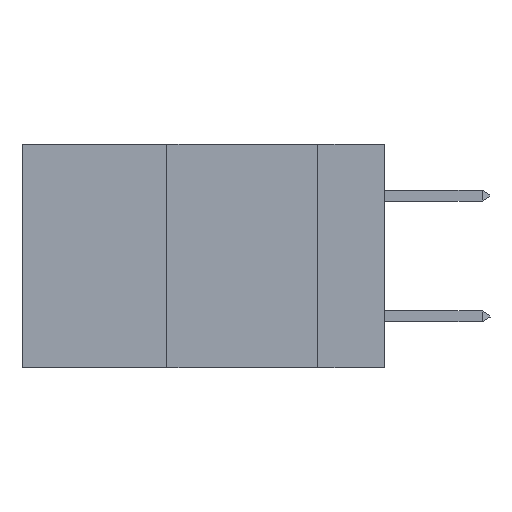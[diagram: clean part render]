
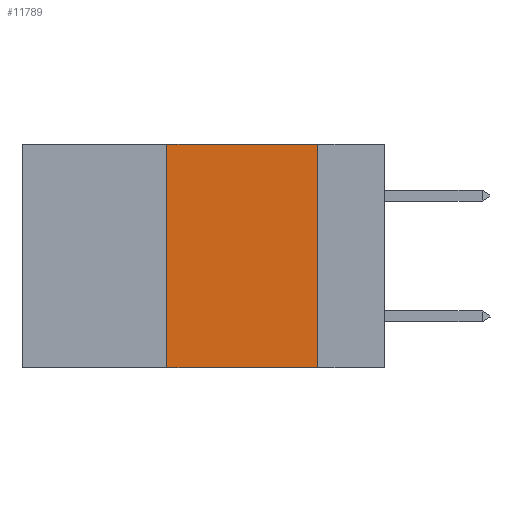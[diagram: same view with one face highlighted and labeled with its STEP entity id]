
A CAD part, left-side view. The second image highlights one B-rep face of the part: STEP entity #11789.
In plain terms, the highlighted planar face has unit normal (-1, 0, 0).
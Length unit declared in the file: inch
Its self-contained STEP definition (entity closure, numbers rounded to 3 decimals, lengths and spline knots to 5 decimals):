
#158 = CARTESIAN_POINT ( 'NONE',  ( 0., 0.36, 0. ) ) ;
#414 = LINE ( 'NONE', #3744, #18803 ) ;
#1927 = FACE_OUTER_BOUND ( 'NONE', #10243, .T. ) ;
#2740 = EDGE_CURVE ( 'NONE', #13766, #12760, #14407, .T. ) ;
#2997 = VECTOR ( 'NONE', #15634, 39.37008 ) ;
#3054 = VECTOR ( 'NONE', #8396, 39.37008 ) ;
#3245 = VERTEX_POINT ( 'NONE', #7931 ) ;
#3508 = LINE ( 'NONE', #13752, #3054 ) ;
#3744 = CARTESIAN_POINT ( 'NONE',  ( 0., 0.6, -0.37 ) ) ;
#3753 = CARTESIAN_POINT ( 'NONE',  ( 0., 0.36, 0. ) ) ;
#3859 = ORIENTED_EDGE ( 'NONE', *, *, #4276, .F. ) ;
#4276 = EDGE_CURVE ( 'NONE', #3245, #16909, #15239, .T. ) ;
#4652 = DIRECTION ( 'NONE',  ( 1., 0., 0. ) ) ;
#5373 = EDGE_CURVE ( 'NONE', #12760, #3245, #3508, .T. ) ;
#6054 = DIRECTION ( 'NONE',  ( 0., 0., 1. ) ) ;
#6071 = PLANE ( 'NONE',  #14554 ) ;
#7931 = CARTESIAN_POINT ( 'NONE',  ( 0., 0.11, 0. ) ) ;
#8396 = DIRECTION ( 'NONE',  ( 0., -1., 0. ) ) ;
#8861 = ORIENTED_EDGE ( 'NONE', *, *, #5373, .F. ) ;
#10243 = EDGE_LOOP ( 'NONE', ( #3859, #8861, #16148, #15678 ) ) ;
#10494 = DIRECTION ( 'NONE',  ( 0., 0., -1. ) ) ;
#11789 = ADVANCED_FACE ( 'NONE', ( #1927 ), #6071, .F. ) ;
#12487 = DIRECTION ( 'NONE',  ( 0., -1., 0. ) ) ;
#12760 = VERTEX_POINT ( 'NONE', #3753 ) ;
#13752 = CARTESIAN_POINT ( 'NONE',  ( 0., 0.6, 0. ) ) ;
#13766 = VERTEX_POINT ( 'NONE', #16027 ) ;
#14226 = CARTESIAN_POINT ( 'NONE',  ( 0., 0.11, 0. ) ) ;
#14407 = LINE ( 'NONE', #158, #16434 ) ;
#14554 = AXIS2_PLACEMENT_3D ( 'NONE', #14871, #4652, #10494 ) ;
#14871 = CARTESIAN_POINT ( 'NONE',  ( 0., 0.6, 0. ) ) ;
#15239 = LINE ( 'NONE', #14226, #2997 ) ;
#15634 = DIRECTION ( 'NONE',  ( 0., 0., -1. ) ) ;
#15678 = ORIENTED_EDGE ( 'NONE', *, *, #16373, .T. ) ;
#16027 = CARTESIAN_POINT ( 'NONE',  ( 0., 0.36, -0.37 ) ) ;
#16148 = ORIENTED_EDGE ( 'NONE', *, *, #2740, .F. ) ;
#16373 = EDGE_CURVE ( 'NONE', #13766, #16909, #414, .T. ) ;
#16434 = VECTOR ( 'NONE', #6054, 39.37008 ) ;
#16455 = CARTESIAN_POINT ( 'NONE',  ( 0., 0.11, -0.37 ) ) ;
#16909 = VERTEX_POINT ( 'NONE', #16455 ) ;
#18803 = VECTOR ( 'NONE', #12487, 39.37008 ) ;
